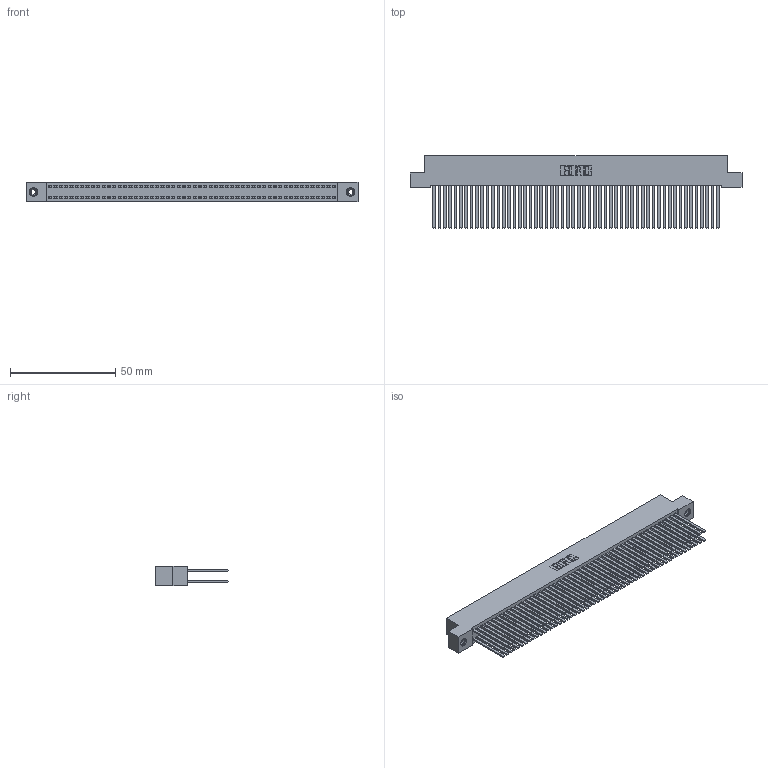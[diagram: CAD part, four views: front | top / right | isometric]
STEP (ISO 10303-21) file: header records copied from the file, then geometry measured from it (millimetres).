
FILE_DESCRIPTION (( 'STEP AP203' ), '1' );
FILE_NAME ('342-108-544-208.STEP', '2018-08-14T07:58:46', ( '' ), ( '' ), 'SwSTEP 2.0', 'SolidWorks 2016', '' );
FILE_SCHEMA (( 'CONFIG_CONTROL_DESIGN' ));
Length unit declared in the file: inch
Products named in the file (4): 342 Part_TI; 345-292-001_345-293-144; 345-250-001_345-250-003-102; 342-108-544-208
Assembly tree (111 placements, depth 2):
  342-108-544-208
    342 Part_TI
    345-292-001_345-293-144  x108
    345-250-001_345-250-003-102  x2
Bounding box: 157.48 x 34.3 x 9.4 mm (x, y, z)
Volume: 15714.6 mm3; surface area: 30078.1 mm2
Topology: 111 solids, 111 shells, 5138 faces, 15231 edges, 10002 vertices
Faces by surface type: plane 3554, cylinder 1568, cone 12, torus 4
Entity records: 34058 total; most frequent: CARTESIAN_POINT 5609, ORIENTED_EDGE 5538, DIRECTION 4799, EDGE_CURVE 2769, LINE 2625, VECTOR 2625, VERTEX_POINT 1840, AXIS2_PLACEMENT_3D 1087
